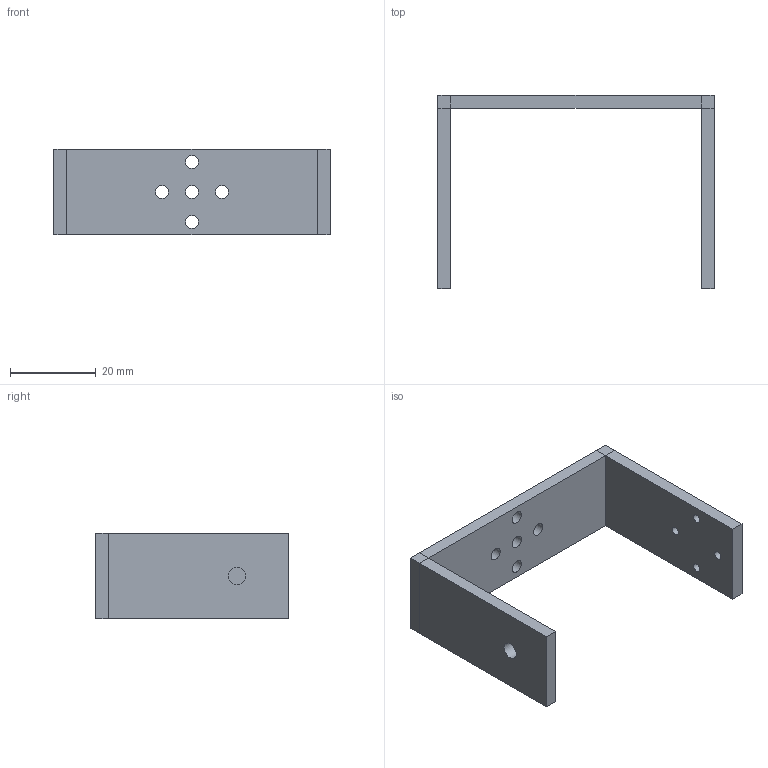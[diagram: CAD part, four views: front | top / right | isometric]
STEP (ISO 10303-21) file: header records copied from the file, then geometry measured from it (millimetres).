
FILE_DESCRIPTION(/* description */ ('FreeCAD Model'),/* implementation_level */ '2;1');
FILE_NAME(/* name */ 'servo frame mg996r_ipt_daa32223.STEP',/* time_stamp */ '2022-08-21T22:15:13-04:00',/* author */ ('Author'),/* organization */ (''),/* preprocessor_version */ 'ST-DEVELOPER v18.1',/* originating_system */ 'Autodesk Inventor 2021',/* authorisation */ 'Unknown');
FILE_SCHEMA (('AUTOMOTIVE_DESIGN { 1 0 10303 214 3 1 1 }'));
Length unit declared in the file: millimetre
Products named in the file (1): servo frame mg996r
Bounding box: 64.5 x 45 x 20 mm (x, y, z)
Volume: 8728.6 mm3; surface area: 7084.5 mm2
Topology: 1 solids, 1 shells, 32 faces, 74 edges, 44 vertices
Faces by surface type: plane 22, cylinder 10
Full cylindrical faces by diameter (mm): 2 x4, 3 x5, 4 x1
Entity records: 980 total; most frequent: DIRECTION 160, CARTESIAN_POINT 151, ORIENTED_EDGE 148, EDGE_CURVE 74, LINE 54, VECTOR 54, AXIS2_PLACEMENT_3D 53, EDGE_LOOP 52
